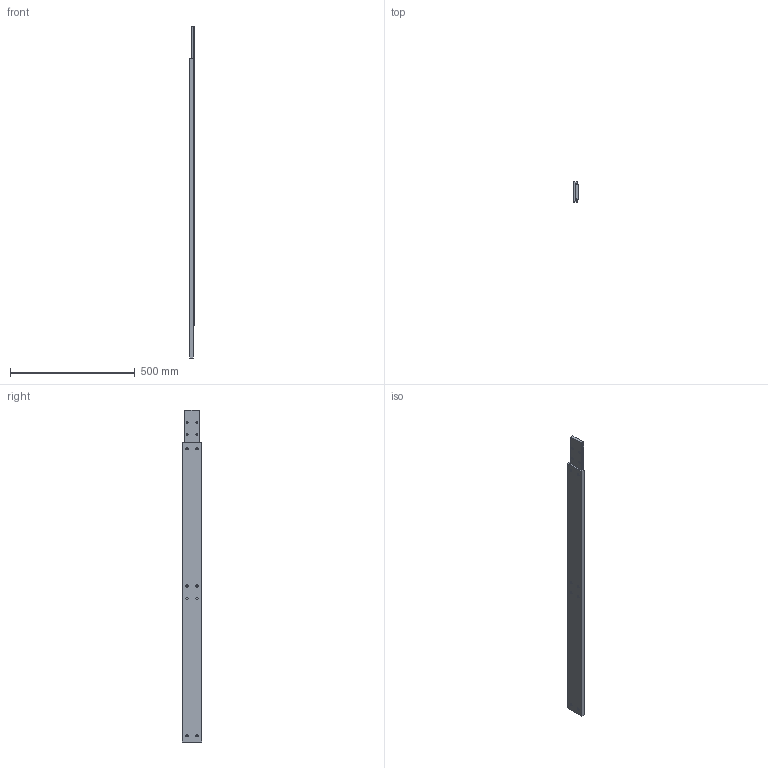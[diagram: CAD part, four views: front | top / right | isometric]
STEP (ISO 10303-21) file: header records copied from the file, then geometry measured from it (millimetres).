
FILE_DESCRIPTION (( 'STEP AP214' ), '1' );
FILE_NAME ('owst80-1200.STEP', '2021-11-25T11:54:11', ( '' ), ( '' ), 'SwSTEP 2.0', 'SolidWorks 2020', '' );
FILE_SCHEMA (( 'AUTOMOTIVE_DESIGN' ));
Length unit declared in the file: millimetre
Products named in the file (3): masko80_1200; zensko80_1200; owst80-1200
Assembly tree (2 placements, depth 2):
  owst80-1200
    masko80_1200
    zensko80_1200
Bounding box: 20 x 80 x 1330.25 mm (x, y, z)
Volume: 1551828.7 mm3; surface area: 432603.7 mm2
Topology: 2 solids, 2 shells, 96 faces, 244 edges, 152 vertices
Faces by surface type: cylinder 44, cone 32, plane 20
Entity records: 3102 total; most frequent: DIRECTION 566, CARTESIAN_POINT 497, ORIENTED_EDGE 488, EDGE_CURVE 244, AXIS2_PLACEMENT_3D 221, VERTEX_POINT 152, EDGE_LOOP 136, VECTOR 124
